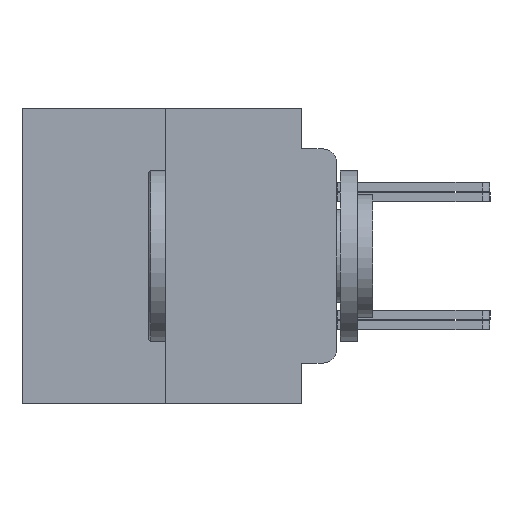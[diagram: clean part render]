
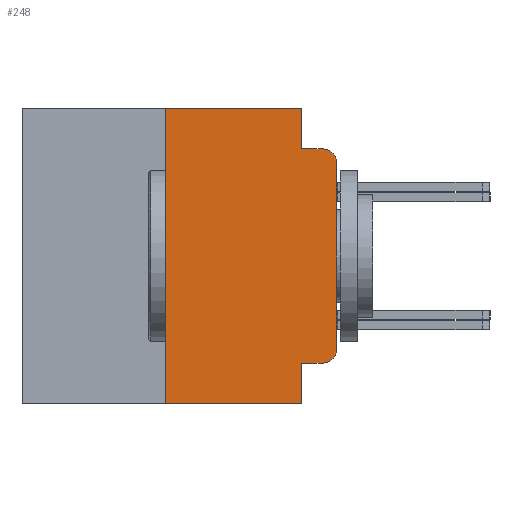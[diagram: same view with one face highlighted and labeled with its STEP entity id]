
A CAD part, left-side view. The second image highlights one B-rep face of the part: STEP entity #248.
In plain terms, the highlighted planar face has unit normal (-1, 0, 0).
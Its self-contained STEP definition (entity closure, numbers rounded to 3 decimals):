
#166 = VERTEX_POINT ( 'NONE', #18056 ) ;
#223 = AXIS2_PLACEMENT_3D ( 'NONE', #3808, #6101, #1505 ) ;
#248 = ADVANCED_FACE ( 'NONE', ( #29055 ), #12693, .F. ) ;
#494 = CARTESIAN_POINT ( 'NONE',  ( -75.603, 0.508, -3.975 ) ) ;
#750 = CARTESIAN_POINT ( 'NONE',  ( -75.603, 6.35, -5.486 ) ) ;
#1407 = VERTEX_POINT ( 'NONE', #18963 ) ;
#1505 = DIRECTION ( 'NONE',  ( 0., 0., -1. ) ) ;
#1798 = EDGE_CURVE ( 'NONE', #1407, #19347, #12495, .T. ) ;
#1977 = ORIENTED_EDGE ( 'NONE', *, *, #7346, .F. ) ;
#2052 = ORIENTED_EDGE ( 'NONE', *, *, #8631, .T. ) ;
#3210 = CARTESIAN_POINT ( 'NONE',  ( -75.603, 6.35, 5.486 ) ) ;
#3506 = ORIENTED_EDGE ( 'NONE', *, *, #8295, .F. ) ;
#3549 = VERTEX_POINT ( 'NONE', #26473 ) ;
#3808 = CARTESIAN_POINT ( 'NONE',  ( -75.603, 0.508, -3.467 ) ) ;
#4077 = CARTESIAN_POINT ( 'NONE',  ( -75.603, 1.295, -3.975 ) ) ;
#4098 = EDGE_CURVE ( 'NONE', #18182, #28969, #13434, .T. ) ;
#4283 = DIRECTION ( 'NONE',  ( 0., -1., 0. ) ) ;
#4288 = CARTESIAN_POINT ( 'NONE',  ( -75.603, 0., 5.486 ) ) ;
#4424 = ORIENTED_EDGE ( 'NONE', *, *, #7426, .T. ) ;
#4554 = DIRECTION ( 'NONE',  ( 0., -1., 0. ) ) ;
#4623 = LINE ( 'NONE', #4288, #17126 ) ;
#4650 = VECTOR ( 'NONE', #29329, 1000. ) ;
#5320 = LINE ( 'NONE', #24125, #4650 ) ;
#5356 = VECTOR ( 'NONE', #17618, 1000. ) ;
#6101 = DIRECTION ( 'NONE',  ( -1., 0., 0. ) ) ;
#7256 = EDGE_CURVE ( 'NONE', #18182, #25367, #17517, .T. ) ;
#7346 = EDGE_CURVE ( 'NONE', #166, #14665, #5320, .T. ) ;
#7376 = ORIENTED_EDGE ( 'NONE', *, *, #4098, .T. ) ;
#7426 = EDGE_CURVE ( 'NONE', #22774, #25367, #8934, .T. ) ;
#8276 = DIRECTION ( 'NONE',  ( 0., 0., -1. ) ) ;
#8295 = EDGE_CURVE ( 'NONE', #9609, #166, #8557, .T. ) ;
#8557 = LINE ( 'NONE', #23186, #21444 ) ;
#8631 = EDGE_CURVE ( 'NONE', #3549, #1407, #4623, .T. ) ;
#8934 = LINE ( 'NONE', #22433, #17480 ) ;
#9200 = DIRECTION ( 'NONE',  ( -1., 0., 0. ) ) ;
#9609 = VERTEX_POINT ( 'NONE', #3210 ) ;
#9715 = ORIENTED_EDGE ( 'NONE', *, *, #20137, .T. ) ;
#10000 = AXIS2_PLACEMENT_3D ( 'NONE', #17271, #26479, #8276 ) ;
#10465 = CARTESIAN_POINT ( 'NONE',  ( -75.603, 1.295, 3.975 ) ) ;
#12029 = DIRECTION ( 'NONE',  ( 0., 0., 1. ) ) ;
#12318 = AXIS2_PLACEMENT_3D ( 'NONE', #20589, #9200, #13988 ) ;
#12495 = CIRCLE ( 'NONE', #12318, 0.508 ) ;
#12693 = PLANE ( 'NONE',  #10000 ) ;
#13037 = ORIENTED_EDGE ( 'NONE', *, *, #13903, .F. ) ;
#13434 = LINE ( 'NONE', #4077, #21280 ) ;
#13903 = EDGE_CURVE ( 'NONE', #14665, #19347, #14296, .T. ) ;
#13988 = DIRECTION ( 'NONE',  ( 0., 0., -1. ) ) ;
#14296 = LINE ( 'NONE', #28388, #17836 ) ;
#14665 = VERTEX_POINT ( 'NONE', #10465 ) ;
#16162 = CARTESIAN_POINT ( 'NONE',  ( -75.603, 0.508, 3.975 ) ) ;
#16335 = EDGE_LOOP ( 'NONE', ( #7376, #9715, #2052, #22499, #13037, #1977, #3506, #18142, #4424, #20554 ) ) ;
#16591 = DIRECTION ( 'NONE',  ( 0., -1., 0. ) ) ;
#17126 = VECTOR ( 'NONE', #17746, 1000. ) ;
#17271 = CARTESIAN_POINT ( 'NONE',  ( -75.603, 11.684, 5.486 ) ) ;
#17480 = VECTOR ( 'NONE', #4554, 1000. ) ;
#17517 = LINE ( 'NONE', #19723, #5356 ) ;
#17618 = DIRECTION ( 'NONE',  ( 0., 0., -1. ) ) ;
#17746 = DIRECTION ( 'NONE',  ( 0., 0., 1. ) ) ;
#17836 = VECTOR ( 'NONE', #16591, 1000. ) ;
#18056 = CARTESIAN_POINT ( 'NONE',  ( -75.603, 1.295, 5.486 ) ) ;
#18142 = ORIENTED_EDGE ( 'NONE', *, *, #21359, .F. ) ;
#18182 = VERTEX_POINT ( 'NONE', #26334 ) ;
#18821 = VECTOR ( 'NONE', #12029, 1000. ) ;
#18963 = CARTESIAN_POINT ( 'NONE',  ( -75.603, 0., 3.467 ) ) ;
#19347 = VERTEX_POINT ( 'NONE', #16162 ) ;
#19723 = CARTESIAN_POINT ( 'NONE',  ( -75.603, 1.295, 0. ) ) ;
#20137 = EDGE_CURVE ( 'NONE', #28969, #3549, #23226, .T. ) ;
#20554 = ORIENTED_EDGE ( 'NONE', *, *, #7256, .F. ) ;
#20589 = CARTESIAN_POINT ( 'NONE',  ( -75.603, 0.508, 3.467 ) ) ;
#21280 = VECTOR ( 'NONE', #4283, 1000. ) ;
#21359 = EDGE_CURVE ( 'NONE', #22774, #9609, #27455, .T. ) ;
#21444 = VECTOR ( 'NONE', #22996, 1000. ) ;
#22433 = CARTESIAN_POINT ( 'NONE',  ( -75.603, 11.684, -5.486 ) ) ;
#22499 = ORIENTED_EDGE ( 'NONE', *, *, #1798, .T. ) ;
#22774 = VERTEX_POINT ( 'NONE', #750 ) ;
#22996 = DIRECTION ( 'NONE',  ( 0., -1., 0. ) ) ;
#23186 = CARTESIAN_POINT ( 'NONE',  ( -75.603, 11.684, 5.486 ) ) ;
#23226 = CIRCLE ( 'NONE', #223, 0.508 ) ;
#23708 = CARTESIAN_POINT ( 'NONE',  ( -75.603, 6.35, -5.486 ) ) ;
#24125 = CARTESIAN_POINT ( 'NONE',  ( -75.603, 1.295, 0. ) ) ;
#25367 = VERTEX_POINT ( 'NONE', #26540 ) ;
#26334 = CARTESIAN_POINT ( 'NONE',  ( -75.603, 1.295, -3.975 ) ) ;
#26473 = CARTESIAN_POINT ( 'NONE',  ( -75.603, 0., -3.467 ) ) ;
#26479 = DIRECTION ( 'NONE',  ( 1., 0., 0. ) ) ;
#26540 = CARTESIAN_POINT ( 'NONE',  ( -75.603, 1.295, -5.486 ) ) ;
#27455 = LINE ( 'NONE', #23708, #18821 ) ;
#28388 = CARTESIAN_POINT ( 'NONE',  ( -75.603, 1.295, 3.975 ) ) ;
#28969 = VERTEX_POINT ( 'NONE', #494 ) ;
#29055 = FACE_OUTER_BOUND ( 'NONE', #16335, .T. ) ;
#29329 = DIRECTION ( 'NONE',  ( 0., 0., -1. ) ) ;
